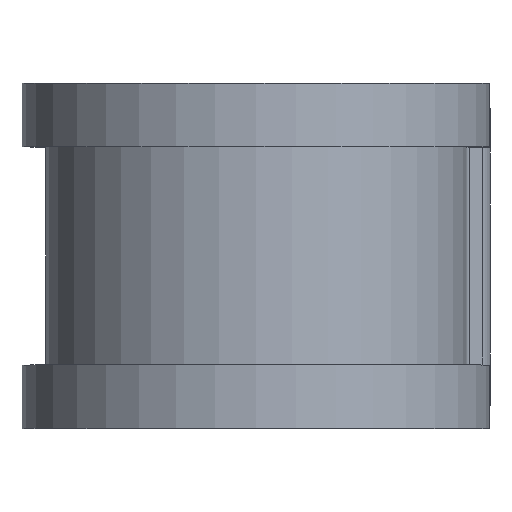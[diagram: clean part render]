
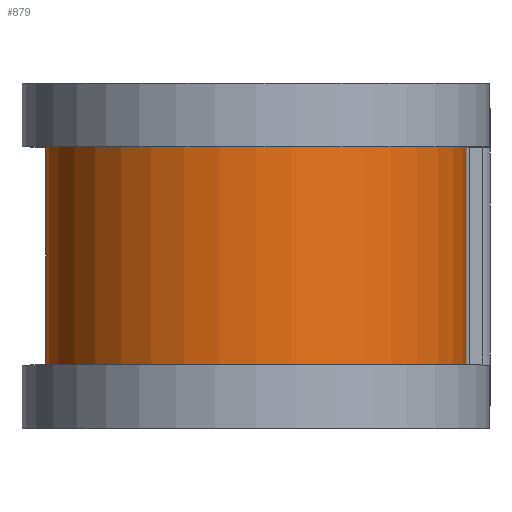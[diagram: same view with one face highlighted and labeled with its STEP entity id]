
A CAD part, top view. The second image highlights one B-rep face of the part: STEP entity #879.
In plain terms, the highlighted cylindrical face has radius 13.449 mm (diameter 26.899 mm), a partial arc.
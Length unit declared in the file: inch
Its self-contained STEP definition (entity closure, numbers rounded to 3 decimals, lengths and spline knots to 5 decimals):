
#117 = VERTEX_POINT ( 'NONE', #118 ) ;
#118 = CARTESIAN_POINT ( 'NONE',  ( 0.5295, 0.275, 0. ) ) ;
#155 = VERTEX_POINT ( 'NONE', #949 ) ;
#186 = ORIENTED_EDGE ( 'NONE', *, *, #449, .F. ) ;
#296 = DIRECTION ( 'NONE',  ( 0., 0., -1. ) ) ;
#331 = CARTESIAN_POINT ( 'NONE',  ( 0., 0.275, -0.5295 ) ) ;
#362 = CARTESIAN_POINT ( 'NONE',  ( 0., -0.275, 0. ) ) ;
#397 = AXIS2_PLACEMENT_3D ( 'NONE', #689, #442, #296 ) ;
#442 = DIRECTION ( 'NONE',  ( 0., -1., 0. ) ) ;
#449 = EDGE_CURVE ( 'NONE', #117, #1308, #1145, .T. ) ;
#506 = ORIENTED_EDGE ( 'NONE', *, *, #910, .T. ) ;
#514 = DIRECTION ( 'NONE',  ( 0., 0., -1. ) ) ;
#553 = CIRCLE ( 'NONE', #827, 0.5295 ) ;
#554 = LINE ( 'NONE', #572, #961 ) ;
#560 = CYLINDRICAL_SURFACE ( 'NONE', #397, 0.5295 ) ;
#566 = FACE_OUTER_BOUND ( 'NONE', #1332, .T. ) ;
#572 = CARTESIAN_POINT ( 'NONE',  ( 0., 0.375, -0.5295 ) ) ;
#632 = EDGE_CURVE ( 'NONE', #1308, #155, #943, .T. ) ;
#649 = AXIS2_PLACEMENT_3D ( 'NONE', #362, #1314, #514 ) ;
#689 = CARTESIAN_POINT ( 'NONE',  ( 0., 0.375, 0. ) ) ;
#704 = CARTESIAN_POINT ( 'NONE',  ( 0., 0.275, 0. ) ) ;
#827 = AXIS2_PLACEMENT_3D ( 'NONE', #704, #1643, #838 ) ;
#838 = DIRECTION ( 'NONE',  ( 0., 0., -1. ) ) ;
#879 = ADVANCED_FACE ( 'NONE', ( #566 ), #560, .T. ) ;
#910 = EDGE_CURVE ( 'NONE', #117, #1100, #553, .T. ) ;
#924 = EDGE_CURVE ( 'NONE', #1100, #155, #554, .T. ) ;
#943 = CIRCLE ( 'NONE', #649, 0.5295 ) ;
#949 = CARTESIAN_POINT ( 'NONE',  ( 0., -0.275, -0.5295 ) ) ;
#961 = VECTOR ( 'NONE', #1381, 39.37008 ) ;
#983 = ORIENTED_EDGE ( 'NONE', *, *, #632, .F. ) ;
#1100 = VERTEX_POINT ( 'NONE', #331 ) ;
#1135 = DIRECTION ( 'NONE',  ( 0., -1., 0. ) ) ;
#1141 = VECTOR ( 'NONE', #1135, 39.37008 ) ;
#1145 = LINE ( 'NONE', #1662, #1141 ) ;
#1308 = VERTEX_POINT ( 'NONE', #1426 ) ;
#1314 = DIRECTION ( 'NONE',  ( 0., -1., 0. ) ) ;
#1332 = EDGE_LOOP ( 'NONE', ( #186, #506, #1574, #983 ) ) ;
#1381 = DIRECTION ( 'NONE',  ( 0., -1., 0. ) ) ;
#1426 = CARTESIAN_POINT ( 'NONE',  ( 0.5295, -0.275, 0. ) ) ;
#1574 = ORIENTED_EDGE ( 'NONE', *, *, #924, .T. ) ;
#1643 = DIRECTION ( 'NONE',  ( 0., -1., 0. ) ) ;
#1662 = CARTESIAN_POINT ( 'NONE',  ( 0.5295, 0.375, 0. ) ) ;
